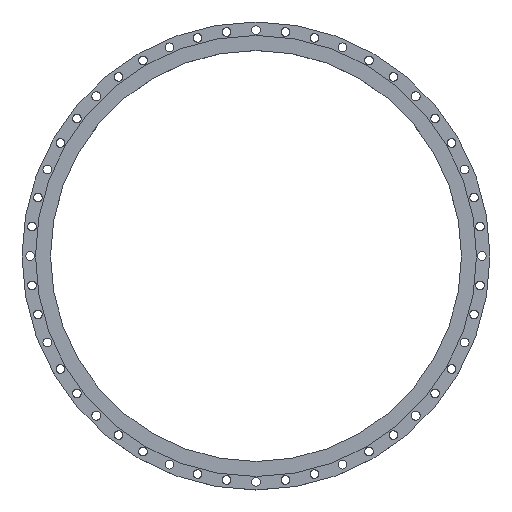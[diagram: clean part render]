
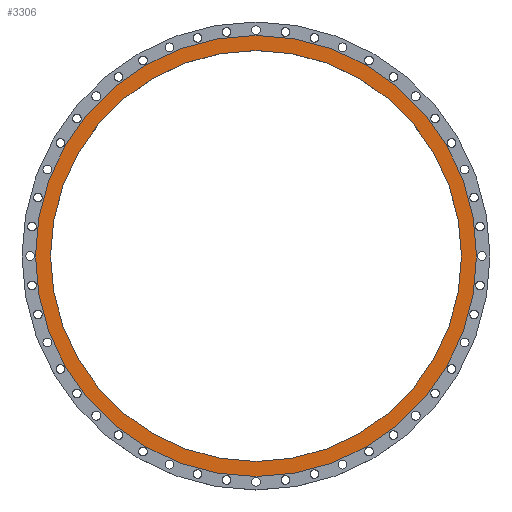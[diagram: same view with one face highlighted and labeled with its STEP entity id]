
A CAD part, top view. The second image highlights one B-rep face of the part: STEP entity #3306.
In plain terms, the highlighted planar face has unit normal (0, 0, 1).
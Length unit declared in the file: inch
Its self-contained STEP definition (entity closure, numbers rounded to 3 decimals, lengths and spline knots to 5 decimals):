
#40 = DIRECTION ( 'NONE',  ( 1., 0., 0. ) ) ;
#155 = CARTESIAN_POINT ( 'NONE',  ( -20.5, 0., 0. ) ) ;
#393 = PLANE ( 'NONE',  #999 ) ;
#397 = CIRCLE ( 'NONE', #1695, 20.5 ) ;
#426 = DIRECTION ( 'NONE',  ( 1., 0., 0. ) ) ;
#457 = CIRCLE ( 'NONE', #3131, 22. ) ;
#563 = EDGE_CURVE ( 'NONE', #746, #1810, #904, .T. ) ;
#746 = VERTEX_POINT ( 'NONE', #2149 ) ;
#749 = CARTESIAN_POINT ( 'NONE',  ( 0., 20.5, 0. ) ) ;
#786 = EDGE_CURVE ( 'NONE', #1810, #746, #457, .T. ) ;
#847 = DIRECTION ( 'NONE',  ( 0., 0., 1. ) ) ;
#904 = CIRCLE ( 'NONE', #3552, 22. ) ;
#939 = DIRECTION ( 'NONE',  ( 0., 0., 1. ) ) ;
#949 = VERTEX_POINT ( 'NONE', #155 ) ;
#952 = DIRECTION ( 'NONE',  ( 0., 0., -1. ) ) ;
#999 = AXIS2_PLACEMENT_3D ( 'NONE', #749, #952, #3473 ) ;
#1036 = EDGE_CURVE ( 'NONE', #2470, #949, #397, .T. ) ;
#1152 = CARTESIAN_POINT ( 'NONE',  ( 22., 0., 0. ) ) ;
#1695 = AXIS2_PLACEMENT_3D ( 'NONE', #3229, #3891, #426 ) ;
#1810 = VERTEX_POINT ( 'NONE', #1152 ) ;
#1821 = ORIENTED_EDGE ( 'NONE', *, *, #563, .T. ) ;
#1868 = CARTESIAN_POINT ( 'NONE',  ( 0., 0., 0. ) ) ;
#1883 = EDGE_LOOP ( 'NONE', ( #3128, #1821 ) ) ;
#1985 = CIRCLE ( 'NONE', #2178, 20.5 ) ;
#2113 = CARTESIAN_POINT ( 'NONE',  ( 20.5, 0., 0. ) ) ;
#2136 = DIRECTION ( 'NONE',  ( 1., 0., 0. ) ) ;
#2149 = CARTESIAN_POINT ( 'NONE',  ( -22., 0., 0. ) ) ;
#2178 = AXIS2_PLACEMENT_3D ( 'NONE', #3742, #939, #4049 ) ;
#2470 = VERTEX_POINT ( 'NONE', #2113 ) ;
#2495 = EDGE_LOOP ( 'NONE', ( #3047, #3316 ) ) ;
#3047 = ORIENTED_EDGE ( 'NONE', *, *, #1036, .F. ) ;
#3095 = EDGE_CURVE ( 'NONE', #949, #2470, #1985, .T. ) ;
#3113 = DIRECTION ( 'NONE',  ( 0., 0., 1. ) ) ;
#3128 = ORIENTED_EDGE ( 'NONE', *, *, #786, .T. ) ;
#3131 = AXIS2_PLACEMENT_3D ( 'NONE', #1868, #3113, #40 ) ;
#3193 = FACE_BOUND ( 'NONE', #2495, .T. ) ;
#3229 = CARTESIAN_POINT ( 'NONE',  ( 0., 0., 0. ) ) ;
#3306 = ADVANCED_FACE ( 'NONE', ( #3193, #3494 ), #393, .F. ) ;
#3316 = ORIENTED_EDGE ( 'NONE', *, *, #3095, .F. ) ;
#3473 = DIRECTION ( 'NONE',  ( -1., 0., 0. ) ) ;
#3494 = FACE_OUTER_BOUND ( 'NONE', #1883, .T. ) ;
#3552 = AXIS2_PLACEMENT_3D ( 'NONE', #3671, #847, #2136 ) ;
#3671 = CARTESIAN_POINT ( 'NONE',  ( 0., 0., 0. ) ) ;
#3742 = CARTESIAN_POINT ( 'NONE',  ( 0., 0., 0. ) ) ;
#3891 = DIRECTION ( 'NONE',  ( 0., 0., 1. ) ) ;
#4049 = DIRECTION ( 'NONE',  ( 1., 0., 0. ) ) ;
